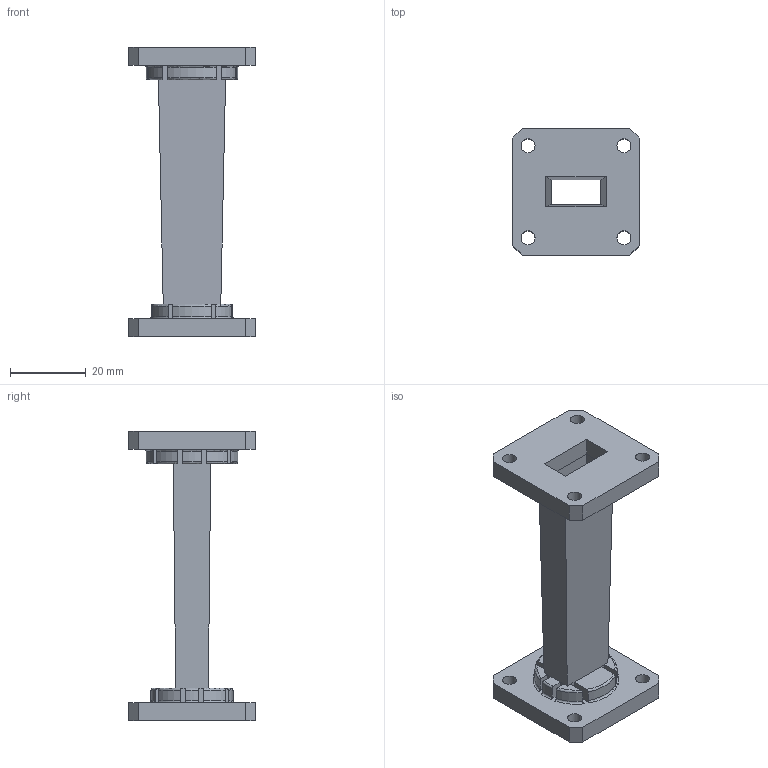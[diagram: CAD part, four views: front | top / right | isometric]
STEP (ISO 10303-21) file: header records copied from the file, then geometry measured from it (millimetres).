
FILE_DESCRIPTION (( 'STEP AP203' ), '1' );
FILE_NAME ('PEWTS1007A_3D.step', '2021-02-05T21:35:30', ( '' ), ( '' ), 'SwSTEP 2.0', 'SolidWorks 2018', '' );
FILE_SCHEMA (( 'CONFIG_CONTROL_DESIGN' ));
Length unit declared in the file: inch
Products named in the file (1): PEWTS1007A_3D
Bounding box: 33.35 x 33.35 x 76.2 mm (x, y, z)
Volume: 13919 mm3; surface area: 12974.9 mm2
Topology: 1 solids, 1 shells, 160 faces, 424 edges, 268 vertices
Faces by surface type: plane 104, torus 32, cylinder 24
Full cylindrical faces by diameter (mm): 3.683 x8
Entity records: 5203 total; most frequent: CARTESIAN_POINT 1225, ORIENTED_EDGE 832, DIRECTION 754, EDGE_CURVE 416, VECTOR 272, LINE 272, VERTEX_POINT 268, AXIS2_PLACEMENT_3D 241
